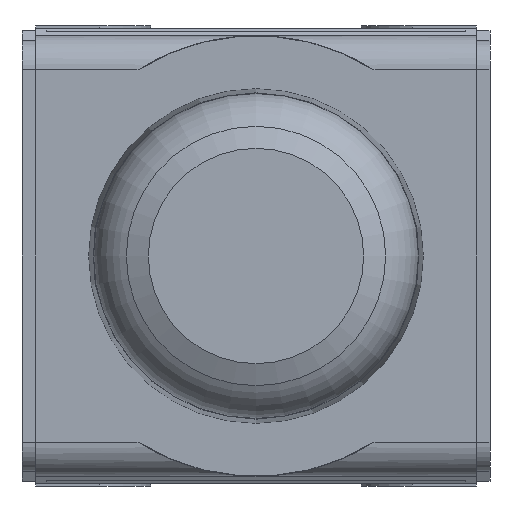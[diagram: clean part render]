
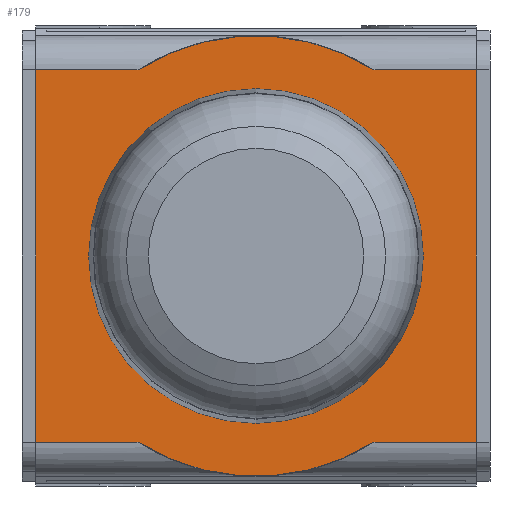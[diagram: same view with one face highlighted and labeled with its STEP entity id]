
A CAD part, front view. The second image highlights one B-rep face of the part: STEP entity #179.
In plain terms, the highlighted planar face has unit normal (0, -1, 0).
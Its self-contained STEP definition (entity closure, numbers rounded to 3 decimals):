
#179 = ADVANCED_FACE( '', ( #402 ), #403, .F. );
#402 = FACE_OUTER_BOUND( '', #871, .T. );
#403 = PLANE( '', #872 );
#871 = EDGE_LOOP( '', ( #1406, #1407, #1408, #1409, #1410, #1411, #1412, #1413 ) );
#872 = AXIS2_PLACEMENT_3D( '', #1414, #1415, #1416 );
#1406 = ORIENTED_EDGE( '', *, *, #2968, .T. );
#1407 = ORIENTED_EDGE( '', *, *, #2951, .T. );
#1408 = ORIENTED_EDGE( '', *, *, #2964, .T. );
#1409 = ORIENTED_EDGE( '', *, *, #2969, .T. );
#1410 = ORIENTED_EDGE( '', *, *, #2955, .F. );
#1411 = ORIENTED_EDGE( '', *, *, #2970, .T. );
#1412 = ORIENTED_EDGE( '', *, *, #2961, .F. );
#1413 = ORIENTED_EDGE( '', *, *, #2971, .F. );
#1414 = CARTESIAN_POINT( '', ( 22.5, 0., 19. ) );
#1415 = DIRECTION( '', ( 0., 1., 0. ) );
#1416 = DIRECTION( '', ( 0., 0., 1. ) );
#2951 = EDGE_CURVE( '', #3478, #3479, #3480, .T. );
#2955 = EDGE_CURVE( '', #3484, #3487, #3488, .T. );
#2961 = EDGE_CURVE( '', #3496, #3492, #3498, .T. );
#2964 = EDGE_CURVE( '', #3479, #3501, #3503, .T. );
#2968 = EDGE_CURVE( '', #3509, #3478, #3510, .T. );
#2969 = EDGE_CURVE( '', #3501, #3487, #3511, .T. );
#2970 = EDGE_CURVE( '', #3484, #3492, #3512, .T. );
#2971 = EDGE_CURVE( '', #3509, #3496, #3513, .T. );
#3478 = VERTEX_POINT( '', #4337 );
#3479 = VERTEX_POINT( '', #4338 );
#3480 = CIRCLE( '', #4339, 22.5 );
#3484 = VERTEX_POINT( '', #4377 );
#3487 = VERTEX_POINT( '', #4397 );
#3488 = LINE( '', #4398, #4399 );
#3492 = VERTEX_POINT( '', #4404 );
#3496 = VERTEX_POINT( '', #4426 );
#3498 = LINE( '', #4428, #4429 );
#3501 = VERTEX_POINT( '', #4433 );
#3503 = LINE( '', #4435, #4436 );
#3509 = VERTEX_POINT( '', #4445 );
#3510 = LINE( '', #4446, #4447 );
#3511 = LINE( '', #4448, #4449 );
#3512 = CIRCLE( '', #4450, 22.5 );
#3513 = LINE( '', #4451, #4452 );
#4337 = CARTESIAN_POINT( '', ( 12.052, 0., 19. ) );
#4338 = CARTESIAN_POINT( '', ( -12.052, 0., 19. ) );
#4339 = AXIS2_PLACEMENT_3D( '', #5591, #5592, #5593 );
#4377 = CARTESIAN_POINT( '', ( -12.052, 0., -19. ) );
#4397 = CARTESIAN_POINT( '', ( -22.5, 0., -19. ) );
#4398 = CARTESIAN_POINT( '', ( 22.5, 0., -19. ) );
#4399 = VECTOR( '', #5594, 1000. );
#4404 = CARTESIAN_POINT( '', ( 12.052, 0., -19. ) );
#4426 = CARTESIAN_POINT( '', ( 22.5, 0., -19. ) );
#4428 = CARTESIAN_POINT( '', ( 22.5, 0., -19. ) );
#4429 = VECTOR( '', #5603, 1000. );
#4433 = CARTESIAN_POINT( '', ( -22.5, 0., 19. ) );
#4435 = CARTESIAN_POINT( '', ( 22.5, 0., 19. ) );
#4436 = VECTOR( '', #5608, 1000. );
#4445 = CARTESIAN_POINT( '', ( 22.5, 0., 19. ) );
#4446 = CARTESIAN_POINT( '', ( 22.5, 0., 19. ) );
#4447 = VECTOR( '', #5612, 1000. );
#4448 = CARTESIAN_POINT( '', ( -22.5, 0., 19. ) );
#4449 = VECTOR( '', #5613, 1000. );
#4450 = AXIS2_PLACEMENT_3D( '', #5614, #5615, #5616 );
#4451 = CARTESIAN_POINT( '', ( 22.5, 0., 19. ) );
#4452 = VECTOR( '', #5617, 1000. );
#5591 = CARTESIAN_POINT( '', ( 0., 0., 0. ) );
#5592 = DIRECTION( '', ( 0., -1., 0. ) );
#5593 = DIRECTION( '', ( 0., 0., -1. ) );
#5594 = DIRECTION( '', ( -1., 0., 0. ) );
#5603 = DIRECTION( '', ( -1., 0., 0. ) );
#5608 = DIRECTION( '', ( -1., 0., 0. ) );
#5612 = DIRECTION( '', ( -1., 0., 0. ) );
#5613 = DIRECTION( '', ( 0., 0., -1. ) );
#5614 = CARTESIAN_POINT( '', ( 0., 0., 0. ) );
#5615 = DIRECTION( '', ( 0., -1., 0. ) );
#5616 = DIRECTION( '', ( 0., 0., -1. ) );
#5617 = DIRECTION( '', ( 0., 0., -1. ) );
